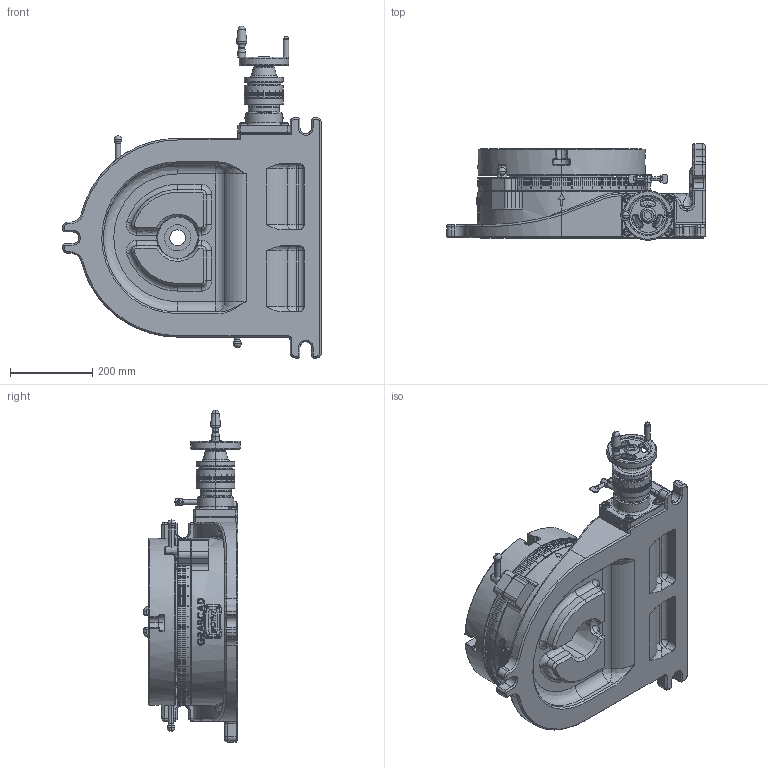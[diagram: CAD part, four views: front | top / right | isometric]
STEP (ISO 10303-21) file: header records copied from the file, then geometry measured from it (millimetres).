
FILE_DESCRIPTION(('FreeCAD Model'),'2;1');
FILE_NAME('Open CASCADE Shape Model','2025-05-09T18:31:45',('FreeCAD'),( 'FreeCAD'),'Open CASCADE STEP processor 7.6','FreeCAD','Unknown');
FILE_SCHEMA(('AUTOMOTIVE_DESIGN { 1 0 10303 214 1 1 1 1 }'));
Products named in the file (1): Open CASCADE STEP translator 7.6 1
Bounding box: 629.29 x 235.19 x 807.27 mm (x, y, z)
Volume: 37616733.6 mm3; surface area: 1907055.7 mm2
Topology: 28 solids, 28 shells, 3515 faces, 9196 edges, 5769 vertices
Faces by surface type: bspline 3515
Entity records: 122595 total; most frequent: CARTESIAN_POINT 69206, ORIENTED_EDGE 18334, EDGE_CURVE 9167, B_SPLINE_CURVE_WITH_KNOTS 6852, VERTEX_POINT 5769, FACE_BOUND 3602, EDGE_LOOP 3602, ADVANCED_FACE 3515
